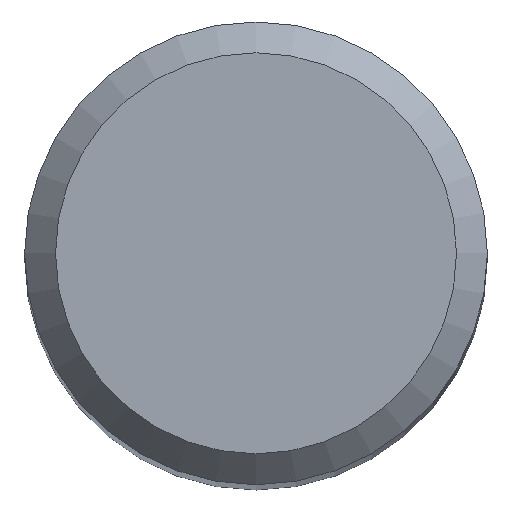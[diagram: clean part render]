
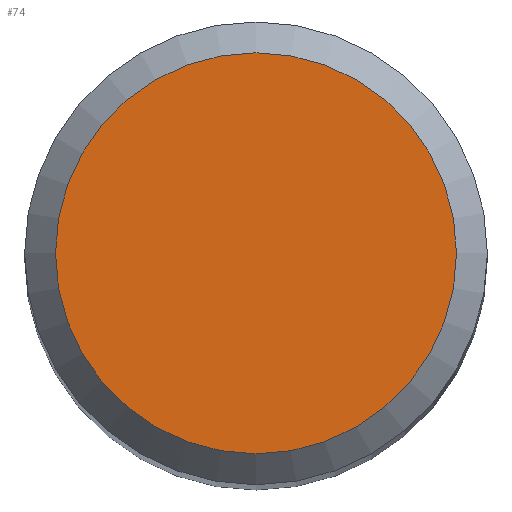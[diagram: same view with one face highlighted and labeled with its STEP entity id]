
A CAD part, top view. The second image highlights one B-rep face of the part: STEP entity #74.
In plain terms, the highlighted planar face has unit normal (0, 0, 1).
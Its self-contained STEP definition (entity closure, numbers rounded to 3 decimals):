
#27=FACE_OUTER_BOUND('',#37,.T.);
#37=EDGE_LOOP('',(#62));
#42=CIRCLE('',#86,13.);
#47=VERTEX_POINT('',#126);
#52=EDGE_CURVE('',#47,#47,#42,.T.);
#62=ORIENTED_EDGE('',*,*,#52,.F.);
#64=PLANE('',#87);
#74=ADVANCED_FACE('',(#27),#64,.T.);
#86=AXIS2_PLACEMENT_3D('',#127,#108,#109);
#87=AXIS2_PLACEMENT_3D('',#128,#110,#111);
#108=DIRECTION('center_axis',(0.,0.,-1.));
#109=DIRECTION('ref_axis',(-1.,0.,0.));
#110=DIRECTION('center_axis',(0.,0.,1.));
#111=DIRECTION('ref_axis',(1.,0.,0.));
#126=CARTESIAN_POINT('',(13.,0.,100.));
#127=CARTESIAN_POINT('Origin',(0.,0.,100.));
#128=CARTESIAN_POINT('Origin',(0.,0.,
100.));
